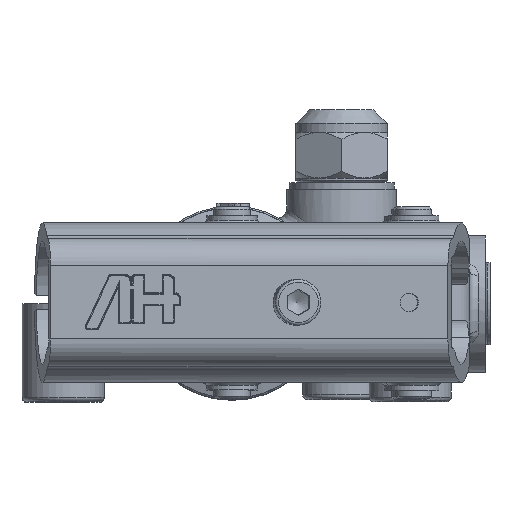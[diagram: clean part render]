
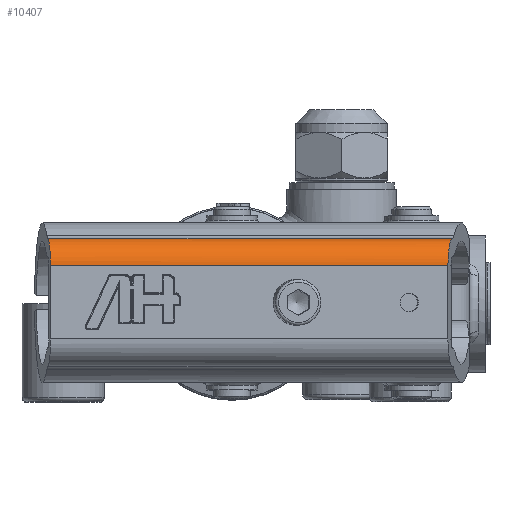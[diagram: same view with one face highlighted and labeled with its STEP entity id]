
A CAD part, top view. The second image highlights one B-rep face of the part: STEP entity #10407.
In plain terms, the highlighted cylindrical face has radius 6 mm (diameter 12 mm), a partial arc.
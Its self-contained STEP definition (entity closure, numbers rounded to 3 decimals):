
#6626=CARTESIAN_POINT('',(-39.767,8.003,259.255));
#6627=VERTEX_POINT('',#6626);
#6644=CARTESIAN_POINT('',(47.293,8.003,250.493));
#6645=VERTEX_POINT('',#6644);
#6652=CARTESIAN_POINT('',(47.293,8.003,250.493));
#6653=DIRECTION('',(-0.995,0.,0.1));
#6654=VECTOR('',#6653,87.5);
#6655=LINE('',#6652,#6654);
#6656=EDGE_CURVE('',#6645,#6627,#6655,.T.);
#9731=CARTESIAN_POINT('',(-40.352,14.001,253.439));
#9732=VERTEX_POINT('',#9731);
#9733=CARTESIAN_POINT('',(-40.368,8.003,253.285));
#9734=DIRECTION('',(0.995,0.,-0.1));
#9735=DIRECTION('',(-0.003,-1.,-0.026));
#9736=AXIS2_PLACEMENT_3D('',#9733,#9734,#9735);
#9737=CIRCLE('',#9736,6.);
#9738=EDGE_CURVE('',#9732,#6627,#9737,.T.);
#10371=CARTESIAN_POINT('',(48.266,14.001,244.52));
#10372=VERTEX_POINT('',#10371);
#10380=CARTESIAN_POINT('',(48.292,8.003,244.362));
#10381=DIRECTION('',(-0.987,0.,-0.161));
#10382=DIRECTION('',(0.161,0.,-0.987));
#10383=AXIS2_PLACEMENT_3D('',#10380,#10381,#10382);
#10384=ELLIPSE('',#10383,6.212,6.);
#10385=EDGE_CURVE('',#6645,#10372,#10384,.T.);
#10391=CARTESIAN_POINT('',(54.155,8.003,243.772));
#10392=DIRECTION('',(-0.995,0.,0.1));
#10393=DIRECTION('',(-0.003,-1.,-0.026));
#10394=AXIS2_PLACEMENT_3D('',#10391,#10392,#10393);
#10395=CYLINDRICAL_SURFACE('',#10394,6.0);
#10396=ORIENTED_EDGE('',*,*,#9738,.T.);
#10397=ORIENTED_EDGE('',*,*,#6656,.F.);
#10398=ORIENTED_EDGE('',*,*,#10385,.T.);
#10399=CARTESIAN_POINT('',(48.266,14.001,244.52));
#10400=DIRECTION('',(-0.995,0.,0.1));
#10401=VECTOR('',#10400,89.066);
#10402=LINE('',#10399,#10401);
#10403=EDGE_CURVE('',#10372,#9732,#10402,.T.);
#10404=ORIENTED_EDGE('',*,*,#10403,.T.);
#10405=EDGE_LOOP('',(#10396,#10397,#10398,#10404));
#10406=FACE_OUTER_BOUND('',#10405,.T.);
#10407=ADVANCED_FACE('',(#10406),#10395,.T.);
